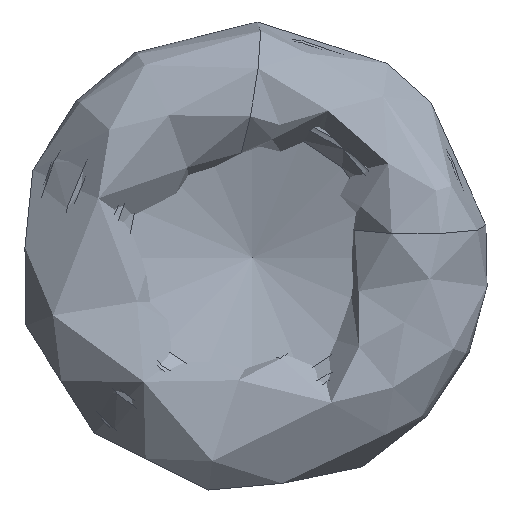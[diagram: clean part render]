
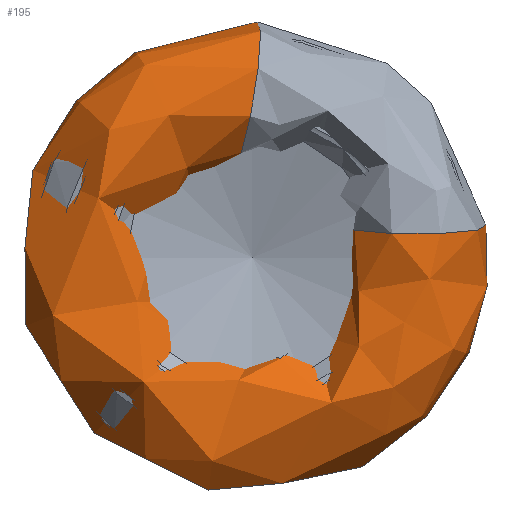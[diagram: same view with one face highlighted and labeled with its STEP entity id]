
A CAD part, left-side view. The second image highlights one B-rep face of the part: STEP entity #195.
In plain terms, the highlighted free-form (B-spline) face has degree [3, 3] with [7, 7] control points.
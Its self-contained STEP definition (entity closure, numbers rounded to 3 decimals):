
#195=ADVANCED_FACE('',(#216,#217),#214,.F.);
#214=(
BOUNDED_SURFACE()
B_SPLINE_SURFACE(3,3,((#488,#489,#490,#491,#492,#493,#494),(#495,#496,#497,
#498,#499,#500,#501),(#502,#503,#504,#505,#506,#507,#508),(#509,#510,#511,
#512,#513,#514,#515),(#516,#517,#518,#519,#520,#521,#522),(#523,#524,#525,
#526,#527,#528,#529),(#530,#531,#532,#533,#534,#535,#536)),
 .UNSPECIFIED.,.T.,.F.,.F.)
B_SPLINE_SURFACE_WITH_KNOTS((1,3,3,3,1),(4,3,4),(-0.5,0.,0.5,1.,1.5),(0.,
0.5,1.),.UNSPECIFIED.)
GEOMETRIC_REPRESENTATION_ITEM()
RATIONAL_B_SPLINE_SURFACE(((1.,0.564,0.564,1.,0.564,
0.564,1.),(0.333,0.188,0.188,
0.333,0.188,0.188,0.333),
(0.333,0.188,0.188,0.333,
0.188,0.188,0.333),(1.,0.564,
0.564,1.,0.564,0.564,1.),(0.333,
0.188,0.188,0.333,0.188,
0.188,0.333),(0.333,0.188,
0.188,0.333,0.188,0.188,
0.333),(1.,0.564,0.564,1.,0.564,
0.564,1.)))
REPRESENTATION_ITEM('')
SURFACE()
);
#216=FACE_BOUND('',#252,.T.);
#217=FACE_BOUND('',#253,.T.);
#252=EDGE_LOOP('',(#288));
#253=EDGE_LOOP('',(#289));
#288=ORIENTED_EDGE('',*,*,#343,.T.);
#289=ORIENTED_EDGE('',*,*,#344,.F.);
#324=VERTEX_POINT('',#485);
#325=VERTEX_POINT('',#487);
#343=EDGE_CURVE('',#324,#324,#361,.T.);
#344=EDGE_CURVE('',#325,#325,#362,.T.);
#361=CIRCLE('',#380,6.);
#362=CIRCLE('',#381,6.);
#380=AXIS2_PLACEMENT_3D('',#484,#415,#416);
#381=AXIS2_PLACEMENT_3D('',#486,#417,#418);
#415=DIRECTION('',(-0.105,0.982,0.155));
#416=DIRECTION('',(0.995,0.103,0.016));
#417=DIRECTION('',(-0.105,0.,0.995));
#418=DIRECTION('',(0.995,0.,0.105));
#484=CARTESIAN_POINT('',(5.967,0.433,14.067));
#485=CARTESIAN_POINT('',(11.934,1.053,14.165));
#486=CARTESIAN_POINT('',(5.967,-13.826,2.627));
#487=CARTESIAN_POINT('',(11.934,-13.826,3.254));
#488=CARTESIAN_POINT('',(11.934,-13.826,3.254));
#489=CARTESIAN_POINT('',(11.934,-17.434,-12.076));
#490=CARTESIAN_POINT('',(11.934,-4.301,-20.767));
#491=CARTESIAN_POINT('',(11.934,8.399,-11.454));
#492=CARTESIAN_POINT('',(11.934,21.1,-2.141));
#493=CARTESIAN_POINT('',(11.934,16.758,12.998));
#494=CARTESIAN_POINT('',(11.934,1.053,14.165));
#495=CARTESIAN_POINT('',(11.934,-1.826,3.254));
#496=CARTESIAN_POINT('',(11.934,-5.434,1.23));
#497=CARTESIAN_POINT('',(11.934,-4.784,-2.856));
#498=CARTESIAN_POINT('',(11.934,-0.725,-3.66));
#499=CARTESIAN_POINT('',(11.934,3.333,-4.465));
#500=CARTESIAN_POINT('',(11.934,5.493,-0.935));
#501=CARTESIAN_POINT('',(11.934,2.929,2.312));
#502=CARTESIAN_POINT('',(0.,-1.826,2.));
#503=CARTESIAN_POINT('',(0.,-4.043,-0.025));
#504=CARTESIAN_POINT('',(0.,-2.912,-2.806));
#505=CARTESIAN_POINT('',(0.,0.089,-2.707));
#506=CARTESIAN_POINT('',(0.,3.091,-2.607));
#507=CARTESIAN_POINT('',(0.,4.036,0.242));
#508=CARTESIAN_POINT('',(0.,1.69,2.116));
#509=CARTESIAN_POINT('',(0.,-13.826,2.));
#510=CARTESIAN_POINT('',(0.,-16.043,-13.33));
#511=CARTESIAN_POINT('',(0.,-2.429,-20.717));
#512=CARTESIAN_POINT('',(0.,9.214,-10.5));
#513=CARTESIAN_POINT('',(0.,20.857,-0.284));
#514=CARTESIAN_POINT('',(0.,15.302,14.175));
#515=CARTESIAN_POINT('',(0.,-0.186,13.969));
#516=CARTESIAN_POINT('',(0.,-25.826,2.));
#517=CARTESIAN_POINT('',(0.,-28.043,-26.635));
#518=CARTESIAN_POINT('',(0.,-1.946,-38.628));
#519=CARTESIAN_POINT('',(0.,18.339,-18.294));
#520=CARTESIAN_POINT('',(0.,38.623,2.039));
#521=CARTESIAN_POINT('',(0.,26.567,28.108));
#522=CARTESIAN_POINT('',(0.,-2.063,25.821));
#523=CARTESIAN_POINT('',(11.934,-25.826,3.254));
#524=CARTESIAN_POINT('',(11.934,-29.434,-25.381));
#525=CARTESIAN_POINT('',(11.934,-3.818,-38.678));
#526=CARTESIAN_POINT('',(11.934,17.524,-19.248));
#527=CARTESIAN_POINT('',(11.934,38.866,0.182));
#528=CARTESIAN_POINT('',(11.934,28.024,26.93));
#529=CARTESIAN_POINT('',(11.934,-0.824,26.017));
#530=CARTESIAN_POINT('',(11.934,-13.826,3.254));
#531=CARTESIAN_POINT('',(11.934,-17.434,-12.076));
#532=CARTESIAN_POINT('',(11.934,-4.301,-20.767));
#533=CARTESIAN_POINT('',(11.934,8.399,-11.454));
#534=CARTESIAN_POINT('',(11.934,21.1,-2.141));
#535=CARTESIAN_POINT('',(11.934,16.758,12.998));
#536=CARTESIAN_POINT('',(11.934,1.053,14.165));
